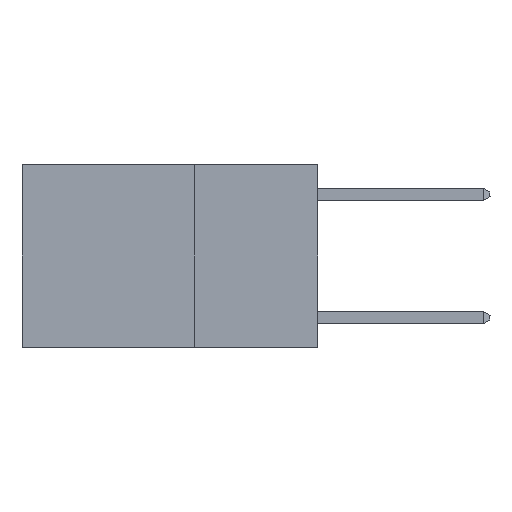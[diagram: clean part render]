
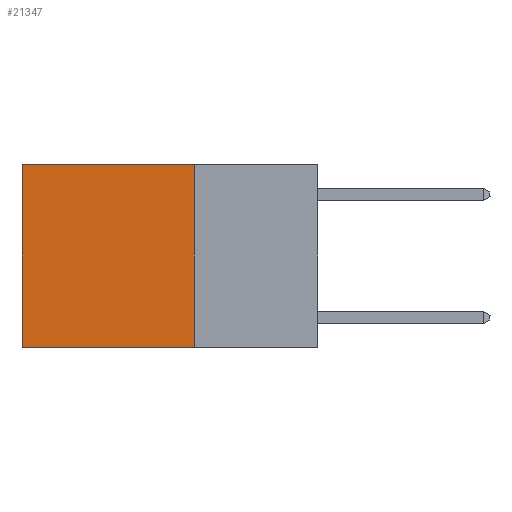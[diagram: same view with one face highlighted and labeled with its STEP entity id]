
A CAD part, left-side view. The second image highlights one B-rep face of the part: STEP entity #21347.
In plain terms, the highlighted planar face has unit normal (-1, 0, 0).
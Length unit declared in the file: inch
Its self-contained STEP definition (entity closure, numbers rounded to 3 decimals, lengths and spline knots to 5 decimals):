
#665 = EDGE_CURVE ( 'NONE', #27776, #22545, #4439, .T. ) ;
#1529 = CARTESIAN_POINT ( 'NONE',  ( 0.2625, 0.25, 0. ) ) ;
#2756 = ORIENTED_EDGE ( 'NONE', *, *, #21422, .F. ) ;
#4439 = LINE ( 'NONE', #9487, #6646 ) ;
#6646 = VECTOR ( 'NONE', #7172, 39.37008 ) ;
#7172 = DIRECTION ( 'NONE',  ( 0., 0., -1. ) ) ;
#7813 = CARTESIAN_POINT ( 'NONE',  ( 0.2625, 0.25, 0. ) ) ;
#9487 = CARTESIAN_POINT ( 'NONE',  ( 0.2625, 0.6, 0. ) ) ;
#9872 = FACE_OUTER_BOUND ( 'NONE', #19267, .T. ) ;
#10398 = DIRECTION ( 'NONE',  ( 0., 1., 0. ) ) ;
#11631 = CARTESIAN_POINT ( 'NONE',  ( 0.2625, 0.25, -0.37 ) ) ;
#11696 = AXIS2_PLACEMENT_3D ( 'NONE', #20915, #24859, #25405 ) ;
#11872 = VECTOR ( 'NONE', #19059, 39.37008 ) ;
#12502 = ORIENTED_EDGE ( 'NONE', *, *, #26115, .F. ) ;
#12567 = CARTESIAN_POINT ( 'NONE',  ( 0.2625, 0.25, 0. ) ) ;
#15793 = ORIENTED_EDGE ( 'NONE', *, *, #22083, .T. ) ;
#16471 = DIRECTION ( 'NONE',  ( 0., 1., 0. ) ) ;
#16612 = PLANE ( 'NONE',  #11696 ) ;
#17985 = CARTESIAN_POINT ( 'NONE',  ( 0.2625, 0.25, -0.37 ) ) ;
#18095 = VECTOR ( 'NONE', #16471, 39.37008 ) ;
#19059 = DIRECTION ( 'NONE',  ( 0., 0., -1. ) ) ;
#19267 = EDGE_LOOP ( 'NONE', ( #24831, #2756, #12502, #15793 ) ) ;
#19962 = VECTOR ( 'NONE', #10398, 39.37008 ) ;
#20778 = LINE ( 'NONE', #11631, #18095 ) ;
#20851 = CARTESIAN_POINT ( 'NONE',  ( 0.2625, 0.6, -0.37 ) ) ;
#20915 = CARTESIAN_POINT ( 'NONE',  ( 0.2625, 0.25, 0. ) ) ;
#21311 = LINE ( 'NONE', #12567, #19962 ) ;
#21347 = ADVANCED_FACE ( 'NONE', ( #9872 ), #16612, .F. ) ;
#21422 = EDGE_CURVE ( 'NONE', #22262, #22545, #20778, .T. ) ;
#22083 = EDGE_CURVE ( 'NONE', #26334, #27776, #21311, .T. ) ;
#22262 = VERTEX_POINT ( 'NONE', #17985 ) ;
#22545 = VERTEX_POINT ( 'NONE', #20851 ) ;
#24831 = ORIENTED_EDGE ( 'NONE', *, *, #665, .T. ) ;
#24859 = DIRECTION ( 'NONE',  ( 1., 0., 0. ) ) ;
#25405 = DIRECTION ( 'NONE',  ( 0., 0., -1. ) ) ;
#26115 = EDGE_CURVE ( 'NONE', #26334, #22262, #27841, .T. ) ;
#26334 = VERTEX_POINT ( 'NONE', #7813 ) ;
#27776 = VERTEX_POINT ( 'NONE', #27898 ) ;
#27841 = LINE ( 'NONE', #1529, #11872 ) ;
#27898 = CARTESIAN_POINT ( 'NONE',  ( 0.2625, 0.6, 0. ) ) ;
